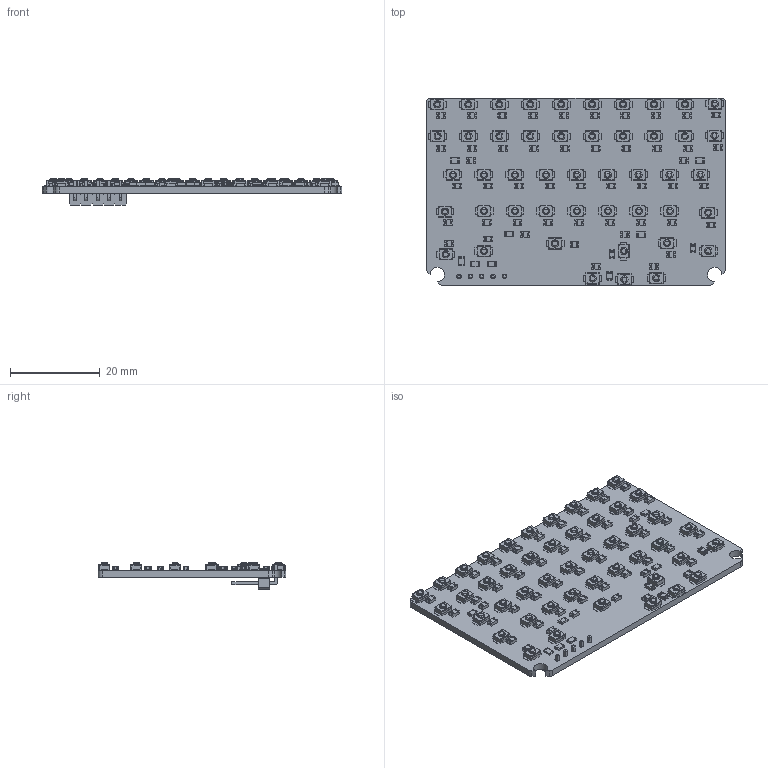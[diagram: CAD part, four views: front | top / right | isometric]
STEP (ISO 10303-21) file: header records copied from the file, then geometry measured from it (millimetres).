
FILE_DESCRIPTION(('KiCad electronic assembly'),'2;1');
FILE_NAME('Cooee_keyboard_68mm.step','2026-02-20T21:53:19',('Pcbnew'),( 'Kicad'),'Open CASCADE STEP processor 7.9','KiCad to STEP converter' ,'Unknown');
FILE_SCHEMA(('AUTOMOTIVE_DESIGN { 1 0 10303 214 1 1 1 1 }'));
Length unit declared in the file: millimetre
Products named in the file (6): Cooee_keyboard_68mm 1; D_0805_2012Metric; SW_SPST_B3U-1000P; R_0805_2012Metric; PinHeader_1x05_P2.54mm_Horizontal; Cooee_keyboard_68mm_PCB
Assembly tree (107 placements, depth 2):
  Cooee_keyboard_68mm 1
    D_0805_2012Metric  x51
    SW_SPST_B3U-1000P  x47
    R_0805_2012Metric  x7
    PinHeader_1x05_P2.54mm_Horizontal
    Cooee_keyboard_68mm_PCB
Bounding box: 66.8 x 41.8 x 5.82 mm (x, y, z)
Volume: 4804.4 mm3; surface area: 8681.7 mm2
Topology: 107 solids, 107 shells, 6144 faces, 17633 edges, 11200 vertices
Faces by surface type: plane 4884, cylinder 1119, sphere 94, torus 47
Full cylindrical faces by diameter (mm): 1 x5, 1.6 x47
Entity records: 12653 total; most frequent: CARTESIAN_POINT 1833, DIRECTION 1754, ORIENTED_EDGE 1666, EDGE_CURVE 829, LINE 728, VECTOR 728, VERTEX_POINT 528, AXIS2_PLACEMENT_3D 513
